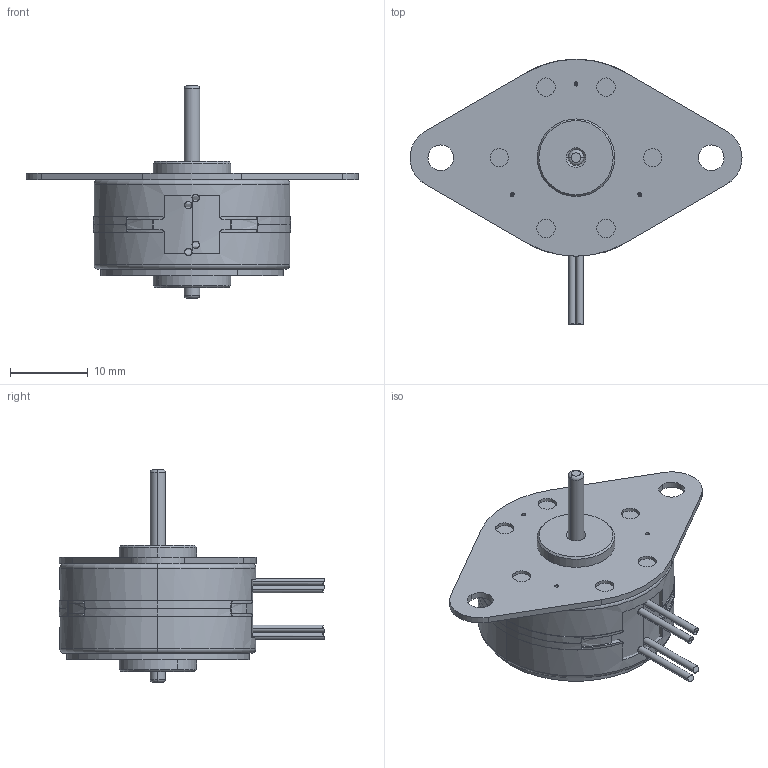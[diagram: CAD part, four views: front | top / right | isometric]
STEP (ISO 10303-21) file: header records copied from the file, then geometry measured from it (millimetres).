
FILE_DESCRIPTION((''),'2;1');
FILE_NAME('26M048B2B_ASM','2014-12-12T',('sandip.dhanwate'),(''),'PRO/ENGINEER BY PARAMETRIC TECHNOLOGY CORPORATION, 2010160','PRO/ENGINEER BY PARAMETRIC TECHNOLOGY CORPORATION, 2010160','');
FILE_SCHEMA(('CONFIG_CONTROL_DESIGN'));
Length unit declared in the file: inch
Products named in the file (1): 26M048B2B_ASM
Bounding box: 42.82 x 34.25 x 27.43 mm (x, y, z)
Volume: 6620.9 mm3; surface area: 6470.2 mm2
Topology: 1 solids, 4 shells, 782 faces, 2078 edges, 1325 vertices
Faces by surface type: plane 394, cylinder 300, bspline 48, torus 16, sphere 12, cone 8, extrusion 4
Entity records: 26705 total; most frequent: CARTESIAN_POINT 7328, ORIENTED_EDGE 4052, DIRECTION 4016, EDGE_CURVE 2072, AXIS2_PLACEMENT_3D 1475, VERTEX_POINT 1325, VECTOR 1066, LINE 1062
